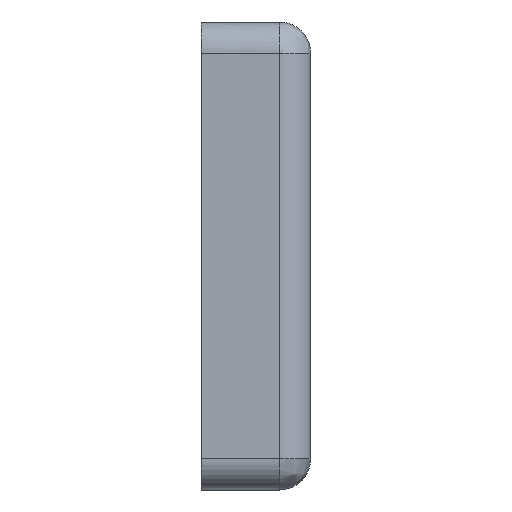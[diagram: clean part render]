
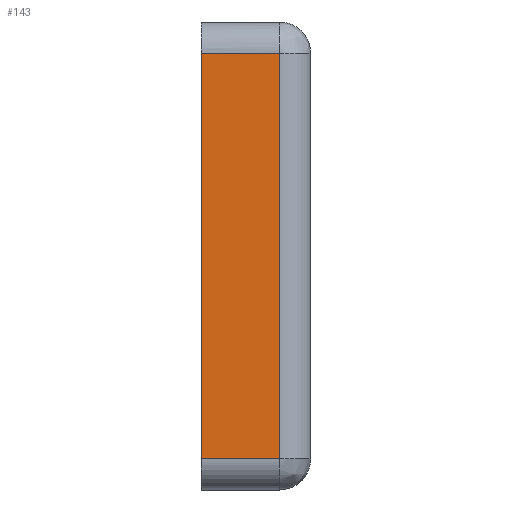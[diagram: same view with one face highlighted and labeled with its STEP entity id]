
A CAD part, left-side view. The second image highlights one B-rep face of the part: STEP entity #143.
In plain terms, the highlighted planar face has unit normal (-1, 0, 0).
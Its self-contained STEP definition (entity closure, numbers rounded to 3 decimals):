
#143=ADVANCED_FACE('',(#837),#836,.F.);
#836=PLANE('',#1348);
#837=FACE_OUTER_BOUND('',#1349,.T.);
#1345=CARTESIAN_POINT('',(-24.,-2.75,7.8));
#1346=DIRECTION('',(1.,0.,0.));
#1347=DIRECTION('',(0.,0.,-1.));
#1348=AXIS2_PLACEMENT_3D('',#1345,#1346,#1347);
#1349=EDGE_LOOP('',(#1741,#1742,#1743,#1744));
#1741=ORIENTED_EDGE('',*,*,#2045,.T.);
#1742=ORIENTED_EDGE('',*,*,#1996,.T.);
#1743=ORIENTED_EDGE('',*,*,#2004,.T.);
#1744=ORIENTED_EDGE('',*,*,#2017,.T.);
#1996=EDGE_CURVE('',#3155,#3148,#3156,.T.);
#2004=EDGE_CURVE('',#3148,#3200,#3207,.T.);
#2017=EDGE_CURVE('',#3200,#3285,#3293,.T.);
#2045=EDGE_CURVE('',#3285,#3155,#3475,.T.);
#3148=VERTEX_POINT('',#4401);
#3155=VERTEX_POINT('',#4412);
#3156=LINE('',#4413,#4414);
#3200=VERTEX_POINT('',#4460);
#3207=LINE('',#4470,#4471);
#3285=VERTEX_POINT('',#4557);
#3293=LINE('',#4567,#4568);
#3475=LINE('',#4727,#4728);
#4401=CARTESIAN_POINT('',(-24.,-2.5,-6.5));
#4412=CARTESIAN_POINT('',(-24.,0.,-6.5));
#4413=CARTESIAN_POINT('',(-24.,0.,-6.5));
#4414=VECTOR('',#4415,2.5);
#4415=DIRECTION('',(0.,-1.,0.));
#4460=CARTESIAN_POINT('',(-24.,-2.5,6.5));
#4470=CARTESIAN_POINT('',(-24.,-2.5,-6.5));
#4471=VECTOR('',#4472,13.);
#4472=DIRECTION('',(0.,0.,1.));
#4557=CARTESIAN_POINT('',(-24.,0.,6.5));
#4567=CARTESIAN_POINT('',(-24.,-2.5,6.5));
#4568=VECTOR('',#4569,2.5);
#4569=DIRECTION('',(0.,1.,0.));
#4727=CARTESIAN_POINT('',(-24.,0.,6.5));
#4728=VECTOR('',#4729,13.);
#4729=DIRECTION('',(0.,0.,-1.));
